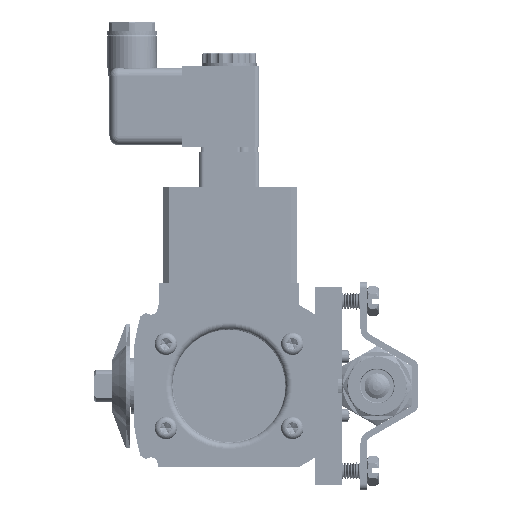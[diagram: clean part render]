
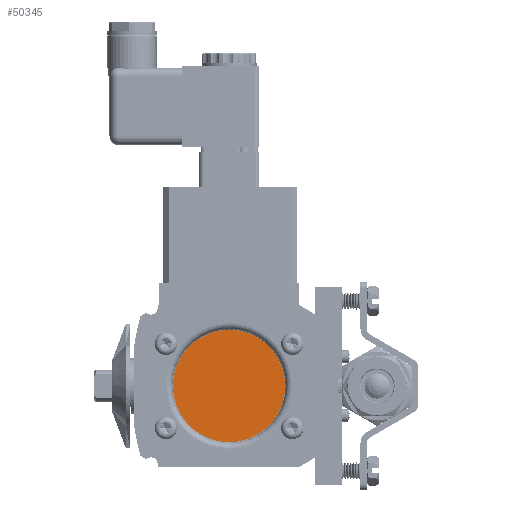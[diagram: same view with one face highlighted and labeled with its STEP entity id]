
A CAD part, left-side view. The second image highlights one B-rep face of the part: STEP entity #50345.
In plain terms, the highlighted planar face has unit normal (-1, 0, 0).
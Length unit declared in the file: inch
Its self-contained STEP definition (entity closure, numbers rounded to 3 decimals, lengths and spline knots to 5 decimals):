
#5807 = AXIS2_PLACEMENT_3D ( 'NONE', #71108, #174560, #85966 ) ;
#9790 = EDGE_CURVE ( 'NONE', #95188, #128204, #13419, .T. ) ;
#13419 = CIRCLE ( 'NONE', #5807, 0.8105 ) ;
#15122 = CARTESIAN_POINT ( 'NONE',  ( -1.4975, 2.136, 0. ) ) ;
#19211 = CARTESIAN_POINT ( 'NONE',  ( -1.4975, 2.136, -0.8105 ) ) ;
#30145 = DIRECTION ( 'NONE',  ( 0., 0., 1. ) ) ;
#36998 = ORIENTED_EDGE ( 'NONE', *, *, #124237, .T. ) ;
#42109 = CARTESIAN_POINT ( 'NONE',  ( -1.4975, 2.136, 0. ) ) ;
#50345 = ADVANCED_FACE ( 'NONE', ( #112549 ), #86092, .T. ) ;
#60749 = AXIS2_PLACEMENT_3D ( 'NONE', #42109, #190297, #101590 ) ;
#71108 = CARTESIAN_POINT ( 'NONE',  ( -1.4975, 2.136, 0. ) ) ;
#71304 = CIRCLE ( 'NONE', #189167, 0.8105 ) ;
#85400 = EDGE_LOOP ( 'NONE', ( #36998, #132032 ) ) ;
#85966 = DIRECTION ( 'NONE',  ( 0., 0., 1. ) ) ;
#86092 = PLANE ( 'NONE',  #60749 ) ;
#95188 = VERTEX_POINT ( 'NONE', #142233 ) ;
#101590 = DIRECTION ( 'NONE',  ( 0., 0., 1. ) ) ;
#112549 = FACE_OUTER_BOUND ( 'NONE', #85400, .T. ) ;
#118771 = DIRECTION ( 'NONE',  ( -1., 0., 0. ) ) ;
#124237 = EDGE_CURVE ( 'NONE', #128204, #95188, #71304, .T. ) ;
#128204 = VERTEX_POINT ( 'NONE', #19211 ) ;
#132032 = ORIENTED_EDGE ( 'NONE', *, *, #9790, .T. ) ;
#142233 = CARTESIAN_POINT ( 'NONE',  ( -1.4975, 2.136, 0.8105 ) ) ;
#174560 = DIRECTION ( 'NONE',  ( -1., 0., 0. ) ) ;
#189167 = AXIS2_PLACEMENT_3D ( 'NONE', #15122, #118771, #30145 ) ;
#190297 = DIRECTION ( 'NONE',  ( -1., 0., 0. ) ) ;
